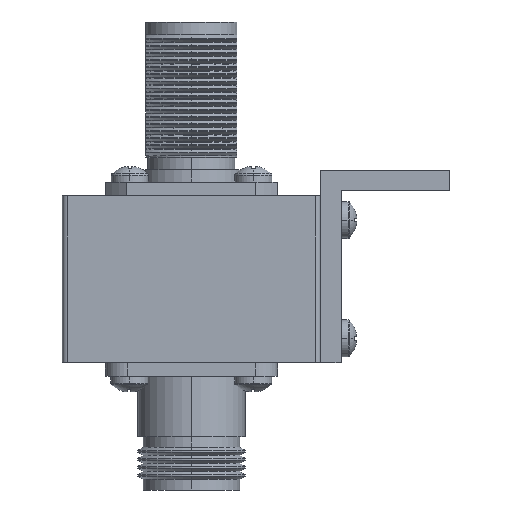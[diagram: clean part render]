
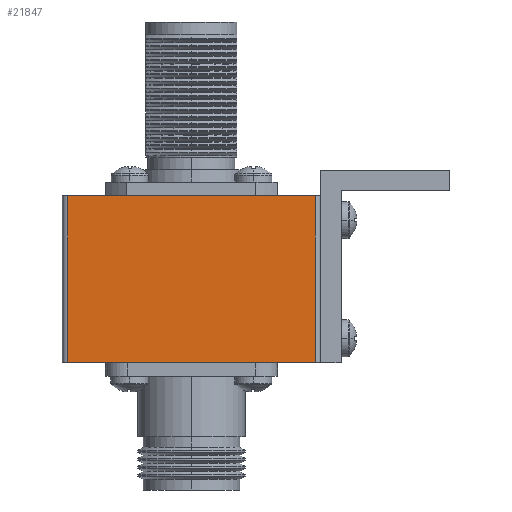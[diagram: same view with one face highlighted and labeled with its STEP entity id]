
A CAD part, front view. The second image highlights one B-rep face of the part: STEP entity #21847.
In plain terms, the highlighted planar face has unit normal (0, -1, 0).
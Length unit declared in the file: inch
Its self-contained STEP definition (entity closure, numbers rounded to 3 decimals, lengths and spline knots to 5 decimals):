
#639 = ORIENTED_EDGE ( 'NONE', *, *, #15560, .F. ) ;
#2081 = LINE ( 'NONE', #21170, #48819 ) ;
#2224 = FACE_OUTER_BOUND ( 'NONE', #34989, .T. ) ;
#2279 = CARTESIAN_POINT ( 'NONE',  ( 0., 0., 0. ) ) ;
#3402 = ORIENTED_EDGE ( 'NONE', *, *, #6706, .T. ) ;
#5093 = VERTEX_POINT ( 'NONE', #62320 ) ;
#6706 = EDGE_CURVE ( 'NONE', #56986, #51656, #11368, .T. ) ;
#10914 = EDGE_CURVE ( 'NONE', #59343, #56986, #20737, .T. ) ;
#11368 = LINE ( 'NONE', #34604, #54384 ) ;
#13600 = ORIENTED_EDGE ( 'NONE', *, *, #10914, .T. ) ;
#14058 = AXIS2_PLACEMENT_3D ( 'NONE', #30880, #45796, #21912 ) ;
#15074 = LINE ( 'NONE', #25320, #58214 ) ;
#15560 = EDGE_CURVE ( 'NONE', #5093, #51656, #2081, .T. ) ;
#20737 = LINE ( 'NONE', #2279, #55786 ) ;
#21170 = CARTESIAN_POINT ( 'NONE',  ( 0., 0., 0.97 ) ) ;
#21222 = CARTESIAN_POINT ( 'NONE',  ( 1.47, 0., 0.97 ) ) ;
#21847 = ADVANCED_FACE ( 'NONE', ( #2224 ), #26748, .F. ) ;
#21912 = DIRECTION ( 'NONE',  ( 0., 0., 1. ) ) ;
#25320 = CARTESIAN_POINT ( 'NONE',  ( 0.03, 0., 0.97 ) ) ;
#26748 = PLANE ( 'NONE',  #14058 ) ;
#30880 = CARTESIAN_POINT ( 'NONE',  ( 0., 0., 0.97 ) ) ;
#33874 = DIRECTION ( 'NONE',  ( 0., 0., -1. ) ) ;
#34604 = CARTESIAN_POINT ( 'NONE',  ( 1.47, 0., 0.97 ) ) ;
#34989 = EDGE_LOOP ( 'NONE', ( #13600, #3402, #639, #39609 ) ) ;
#35688 = DIRECTION ( 'NONE',  ( 1., 0., 0. ) ) ;
#36112 = DIRECTION ( 'NONE',  ( 1., 0., 0. ) ) ;
#39609 = ORIENTED_EDGE ( 'NONE', *, *, #62793, .T. ) ;
#45796 = DIRECTION ( 'NONE',  ( 0., 1., 0. ) ) ;
#48819 = VECTOR ( 'NONE', #36112, 39.37008 ) ;
#51656 = VERTEX_POINT ( 'NONE', #21222 ) ;
#54384 = VECTOR ( 'NONE', #59642, 39.37008 ) ;
#55786 = VECTOR ( 'NONE', #35688, 39.37008 ) ;
#56986 = VERTEX_POINT ( 'NONE', #57078 ) ;
#57078 = CARTESIAN_POINT ( 'NONE',  ( 1.47, 0., 0. ) ) ;
#58214 = VECTOR ( 'NONE', #33874, 39.37008 ) ;
#58245 = CARTESIAN_POINT ( 'NONE',  ( 0.03, 0., 0. ) ) ;
#59343 = VERTEX_POINT ( 'NONE', #58245 ) ;
#59642 = DIRECTION ( 'NONE',  ( 0., 0., 1. ) ) ;
#62320 = CARTESIAN_POINT ( 'NONE',  ( 0.03, 0., 0.97 ) ) ;
#62793 = EDGE_CURVE ( 'NONE', #5093, #59343, #15074, .T. ) ;
